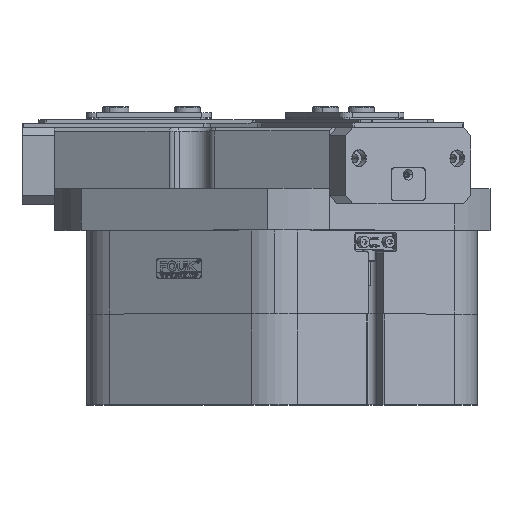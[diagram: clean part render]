
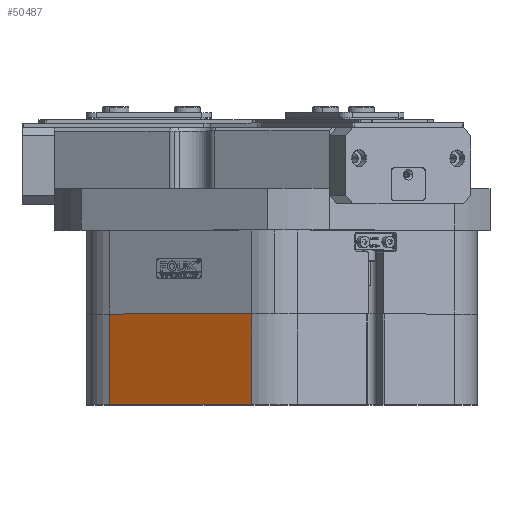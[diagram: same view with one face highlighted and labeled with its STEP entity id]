
A CAD part, top view. The second image highlights one B-rep face of the part: STEP entity #50487.
In plain terms, the highlighted face is planar.
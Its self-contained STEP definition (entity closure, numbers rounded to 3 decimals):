
#205 = CARTESIAN_POINT ( 'NONE',  ( 105., 56., -80.252 ) ) ;
#757 = VECTOR ( 'NONE', #49781, 1000. ) ;
#6835 = AXIS2_PLACEMENT_3D ( 'NONE', #28265, #33566, #13223 ) ;
#7373 = LINE ( 'NONE', #17886, #757 ) ;
#9159 = EDGE_CURVE ( 'NONE', #41607, #58800, #12329, .T. ) ;
#9606 = ORIENTED_EDGE ( 'NONE', *, *, #19634, .T. ) ;
#12329 = LINE ( 'NONE', #40764, #42108 ) ;
#13223 = DIRECTION ( 'NONE',  ( -0.866, 0., -0.5 ) ) ;
#16384 = LINE ( 'NONE', #54652, #28014 ) ;
#17886 = CARTESIAN_POINT ( 'NONE',  ( 105., 0., -80.252 ) ) ;
#19634 = EDGE_CURVE ( 'NONE', #67479, #58800, #16384, .T. ) ;
#19836 = ORIENTED_EDGE ( 'NONE', *, *, #9159, .F. ) ;
#22679 = PLANE ( 'NONE',  #6835 ) ;
#22985 = DIRECTION ( 'NONE',  ( 0., 1., 0. ) ) ;
#26512 = VECTOR ( 'NONE', #54538, 1000. ) ;
#28014 = VECTOR ( 'NONE', #22985, 1000. ) ;
#28163 = LINE ( 'NONE', #53855, #26512 ) ;
#28265 = CARTESIAN_POINT ( 'NONE',  ( 244., 0., 0. ) ) ;
#29096 = CARTESIAN_POINT ( 'NONE',  ( 17., 0., -131.059 ) ) ;
#29145 = ORIENTED_EDGE ( 'NONE', *, *, #52202, .T. ) ;
#33566 = DIRECTION ( 'NONE',  ( 0.5, 0., -0.866 ) ) ;
#33587 = VERTEX_POINT ( 'NONE', #37268 ) ;
#33733 = EDGE_CURVE ( 'NONE', #33587, #67479, #28163, .T. ) ;
#37268 = CARTESIAN_POINT ( 'NONE',  ( 105., 0., -80.252 ) ) ;
#38520 = EDGE_LOOP ( 'NONE', ( #59017, #9606, #19836, #29145 ) ) ;
#40764 = CARTESIAN_POINT ( 'NONE',  ( 244., 56., 0. ) ) ;
#40983 = DIRECTION ( 'NONE',  ( -0.866, 0., -0.5 ) ) ;
#41607 = VERTEX_POINT ( 'NONE', #205 ) ;
#42108 = VECTOR ( 'NONE', #40983, 1000. ) ;
#44883 = CARTESIAN_POINT ( 'NONE',  ( 17., 56., -131.059 ) ) ;
#49781 = DIRECTION ( 'NONE',  ( 0., -1., 0. ) ) ;
#50487 = ADVANCED_FACE ( 'NONE', ( #52364 ), #22679, .T. ) ;
#52202 = EDGE_CURVE ( 'NONE', #41607, #33587, #7373, .T. ) ;
#52364 = FACE_OUTER_BOUND ( 'NONE', #38520, .T. ) ;
#53855 = CARTESIAN_POINT ( 'NONE',  ( 61., 0., -105.655 ) ) ;
#54538 = DIRECTION ( 'NONE',  ( -0.866, 0., -0.5 ) ) ;
#54652 = CARTESIAN_POINT ( 'NONE',  ( 17., 0., -131.059 ) ) ;
#58800 = VERTEX_POINT ( 'NONE', #44883 ) ;
#59017 = ORIENTED_EDGE ( 'NONE', *, *, #33733, .T. ) ;
#67479 = VERTEX_POINT ( 'NONE', #29096 ) ;
